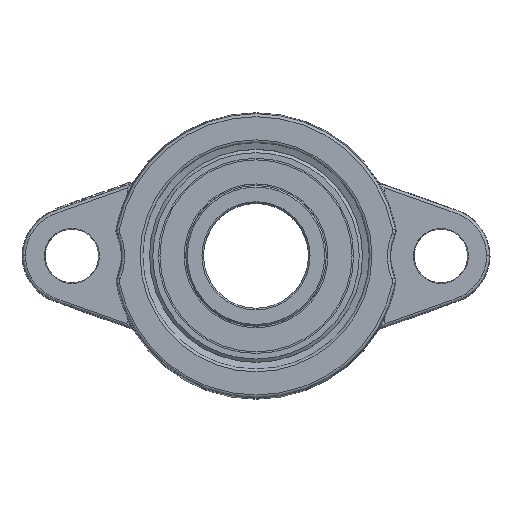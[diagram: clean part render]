
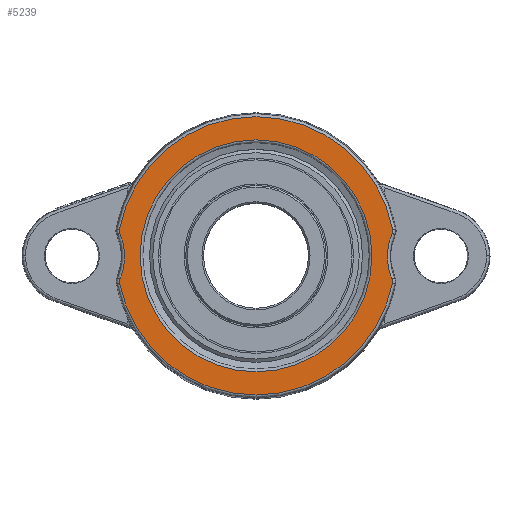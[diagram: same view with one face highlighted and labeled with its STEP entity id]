
A CAD part, top view. The second image highlights one B-rep face of the part: STEP entity #5239.
In plain terms, the highlighted planar face has unit normal (0, 0, 1).
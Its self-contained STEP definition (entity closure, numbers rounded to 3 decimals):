
#1255=FACE_BOUND($,#1830,.T.);
#1510=FACE_OUTER_BOUND($,#1829,.T.);
#1829=EDGE_LOOP($,(#4462,#4463,#4464,#4465,#4466,#4467,#4468,#4469));
#1830=EDGE_LOOP($,(#4470));
#1880=CIRCLE($,#5323,26.528);
#1883=CIRCLE($,#5327,1.228);
#1926=CIRCLE($,#5559,22.1);
#1927=CIRCLE($,#5561,1.228);
#1928=CIRCLE($,#5562,26.528);
#1929=CIRCLE($,#5563,1.228);
#1930=CIRCLE($,#5564,10.972);
#1931=CIRCLE($,#5565,1.228);
#1932=CIRCLE($,#5566,10.972);
#2006=VERTEX_POINT($,#7407);
#2007=VERTEX_POINT($,#7409);
#2009=VERTEX_POINT($,#7415);
#2411=VERTEX_POINT($,#14080);
#2412=VERTEX_POINT($,#14083);
#2413=VERTEX_POINT($,#14084);
#2414=VERTEX_POINT($,#14086);
#2415=VERTEX_POINT($,#14088);
#2416=VERTEX_POINT($,#14091);
#2485=EDGE_CURVE($,#2006,#2007,#1880,.T.);
#2488=EDGE_CURVE($,#2007,#2009,#1883,.T.);
#3101=EDGE_CURVE($,#2411,#2411,#1926,.T.);
#3102=EDGE_CURVE($,#2412,#2413,#1927,.T.);
#3103=EDGE_CURVE($,#2414,#2412,#1928,.T.);
#3104=EDGE_CURVE($,#2415,#2414,#1929,.T.);
#3105=EDGE_CURVE($,#2009,#2415,#1930,.T.);
#3106=EDGE_CURVE($,#2416,#2006,#1931,.T.);
#3107=EDGE_CURVE($,#2413,#2416,#1932,.T.);
#4462=ORIENTED_EDGE($,*,*,#3102,.F.);
#4463=ORIENTED_EDGE($,*,*,#3103,.F.);
#4464=ORIENTED_EDGE($,*,*,#3104,.F.);
#4465=ORIENTED_EDGE($,*,*,#3105,.F.);
#4466=ORIENTED_EDGE($,*,*,#2488,.F.);
#4467=ORIENTED_EDGE($,*,*,#2485,.F.);
#4468=ORIENTED_EDGE($,*,*,#3106,.F.);
#4469=ORIENTED_EDGE($,*,*,#3107,.F.);
#4470=ORIENTED_EDGE($,*,*,#3101,.F.);
#4712=PLANE($,#5560);
#5239=ADVANCED_FACE($,(#1510,#1255),#4712,.F.);
#5323=AXIS2_PLACEMENT_3D($,#7410,#5726,#5727);
#5327=AXIS2_PLACEMENT_3D($,#7416,#5734,#5735);
#5559=AXIS2_PLACEMENT_3D($,#14081,#6705,#6706);
#5560=AXIS2_PLACEMENT_3D($,#14082,#6707,#6708);
#5561=AXIS2_PLACEMENT_3D($,#14085,#6709,#6710);
#5562=AXIS2_PLACEMENT_3D($,#14087,#6711,#6712);
#5563=AXIS2_PLACEMENT_3D($,#14089,#6713,#6714);
#5564=AXIS2_PLACEMENT_3D($,#14090,#6715,#6716);
#5565=AXIS2_PLACEMENT_3D($,#14092,#6717,#6718);
#5566=AXIS2_PLACEMENT_3D($,#14093,#6719,#6720);
#5726=DIRECTION('center_axis',(0.,0.,-1.));
#5727=DIRECTION('ref_axis',(0.981,-0.196,0.));
#5734=DIRECTION('center_axis',(0.,0.,-1.));
#5735=DIRECTION('ref_axis',(-0.981,-0.196,0.));
#6705=DIRECTION('center_axis',(0.,0.,1.));
#6706=DIRECTION('ref_axis',(0.,-1.,0.));
#6707=DIRECTION('center_axis',(0.,0.,-1.));
#6708=DIRECTION('ref_axis',(0.,-1.,0.));
#6709=DIRECTION('center_axis',(0.,0.,-1.));
#6710=DIRECTION('ref_axis',(0.982,0.189,0.));
#6711=DIRECTION('center_axis',(0.,0.,-1.));
#6712=DIRECTION('ref_axis',(-0.982,0.189,0.));
#6713=DIRECTION('center_axis',(0.,0.,-1.));
#6714=DIRECTION('ref_axis',(-0.915,-0.402,0.));
#6715=DIRECTION('center_axis',(0.,0.,1.));
#6716=DIRECTION('ref_axis',(0.918,-0.396,0.));
#6717=DIRECTION('center_axis',(0.,0.,-1.));
#6718=DIRECTION('ref_axis',(0.918,0.396,0.));
#6719=DIRECTION('center_axis',(0.,0.,1.));
#6720=DIRECTION('ref_axis',(-0.915,0.402,0.));
#7407=CARTESIAN_POINT('',(26.013,-5.202,8.));
#7409=CARTESIAN_POINT('',(-26.013,-5.202,8.));
#7410=CARTESIAN_POINT('Origin',(0.,0.,8.));
#7415=CARTESIAN_POINT('',(-25.936,-4.475,8.));
#7416=CARTESIAN_POINT('Origin',(-24.809,-4.961,8.));
#14080=CARTESIAN_POINT('',(0.,22.1,8.));
#14081=CARTESIAN_POINT('Origin',(0.,0.,8.));
#14082=CARTESIAN_POINT('Origin',(0.,0.,8.));
#14083=CARTESIAN_POINT('',(26.051,5.008,8.));
#14084=CARTESIAN_POINT('',(25.969,4.282,8.));
#14085=CARTESIAN_POINT('Origin',(24.845,4.776,8.));
#14086=CARTESIAN_POINT('',(-26.051,5.008,8.));
#14087=CARTESIAN_POINT('Origin',(0.,0.,8.));
#14088=CARTESIAN_POINT('',(-25.969,4.282,8.));
#14089=CARTESIAN_POINT('Origin',(-24.845,4.776,8.));
#14090=CARTESIAN_POINT('Origin',(-36.013,-0.134,8.));
#14091=CARTESIAN_POINT('',(25.936,-4.475,8.));
#14092=CARTESIAN_POINT('Origin',(24.809,-4.961,8.));
#14093=CARTESIAN_POINT('Origin',(36.013,-0.134,8.));
